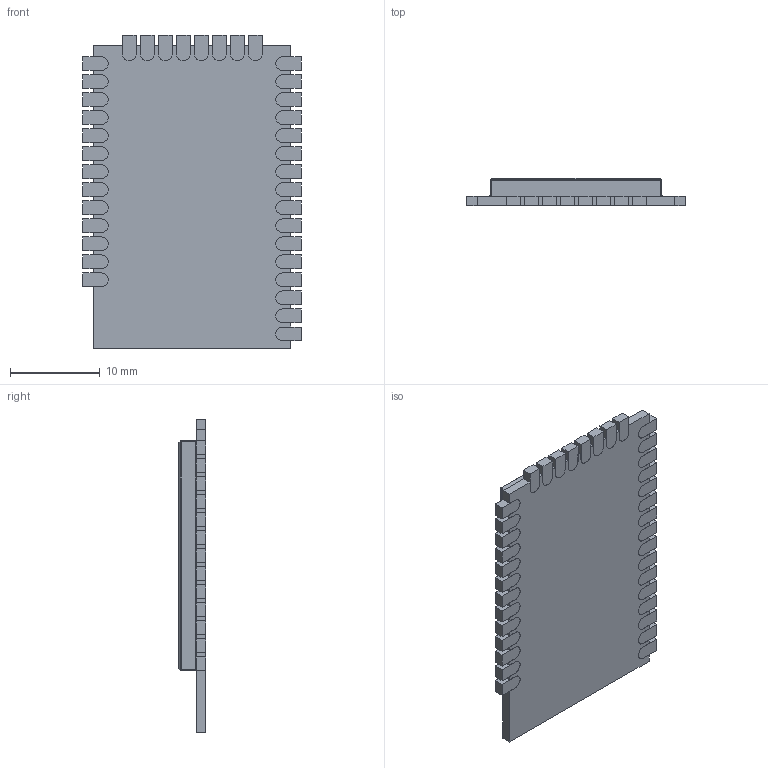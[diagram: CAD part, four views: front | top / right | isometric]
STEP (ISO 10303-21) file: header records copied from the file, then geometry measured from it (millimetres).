
FILE_DESCRIPTION (( 'STEP AP214' ), '1' );
FILE_NAME ('User Library-XBee SMT.STEP', '2015-04-29T13:28:54', ( 'Windows User' ), ( '' ), 'SwSTEP 2.0', 'SolidWorks 2015', '' );
FILE_SCHEMA (( 'AUTOMOTIVE_DESIGN' ));
Length unit declared in the file: inch
Products named in the file (1): User Library-XBee SMT
Bounding box: 24.33 x 3.06 x 34.95 mm (x, y, z)
Volume: 1819.9 mm3; surface area: 1989.7 mm2
Topology: 1 solids, 1 shells, 405 faces, 1166 edges, 764 vertices
Faces by surface type: plane 295, cylinder 98, bspline 12
Entity records: 18586 total; most frequent: CARTESIAN_POINT 2564, ORIENTED_EDGE 2324, DIRECTION 2138, EDGE_CURVE 1162, LINE 958, VECTOR 958, VERTEX_POINT 764, AXIS2_PLACEMENT_3D 590
